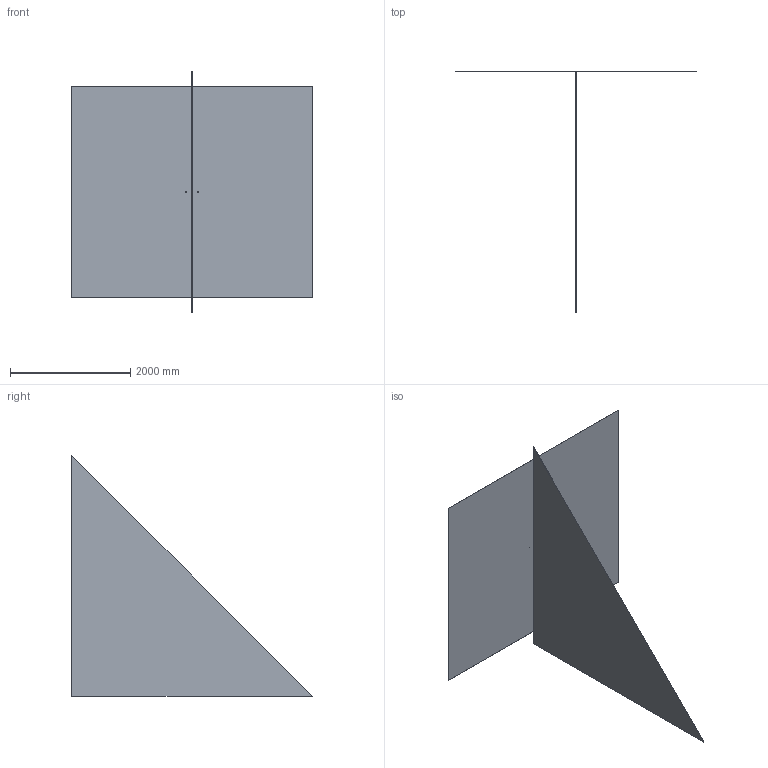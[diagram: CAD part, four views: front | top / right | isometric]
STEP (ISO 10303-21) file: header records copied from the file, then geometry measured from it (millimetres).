
FILE_DESCRIPTION (( 'STEP AP203' ), '1' );
FILE_NAME ('sample_3m_203.STEP', '2021-07-10T06:50:21', ( '' ), ( '' ), 'SwSTEP 2.0', 'SolidWorks 2018', '' );
FILE_SCHEMA (( 'CONFIG_CONTROL_DESIGN' ));
Length unit declared in the file: millimetre
Products named in the file (1): sample_3m_203
Bounding box: 4000 x 4003 x 4000 mm (x, y, z)
Volume: 81999762 mm3; surface area: 44078229.3 mm2
Topology: 1 solids, 1 shells, 17 faces, 41 edges, 26 vertices
Faces by surface type: plane 13, cylinder 4
Entity records: 576 total; most frequent: CARTESIAN_POINT 85, DIRECTION 85, ORIENTED_EDGE 82, EDGE_CURVE 41, VECTOR 33, LINE 33, VERTEX_POINT 26, AXIS2_PLACEMENT_3D 26
